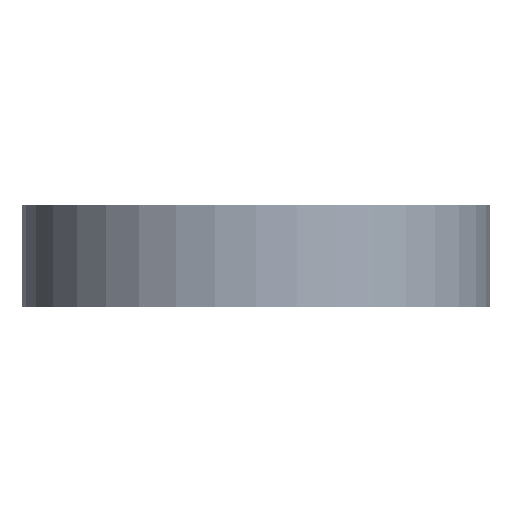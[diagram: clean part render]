
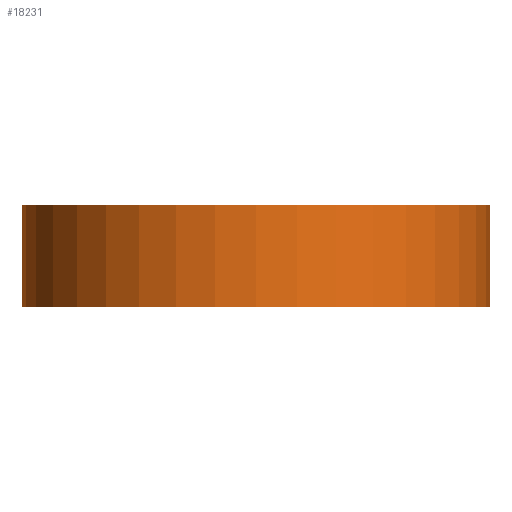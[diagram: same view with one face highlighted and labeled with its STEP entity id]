
A CAD part, front view. The second image highlights one B-rep face of the part: STEP entity #18231.
In plain terms, the highlighted cylindrical face has radius 185 mm (diameter 370 mm), a partial arc.
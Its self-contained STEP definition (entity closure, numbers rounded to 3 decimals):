
#18231=ADVANCED_FACE('',(#27515),#27516,.T.);
#27515=FACE_OUTER_BOUND('',#36149,.T.);
#27516=CYLINDRICAL_SURFACE('',#36150,185.0);
#36149=EDGE_LOOP('',(#55821,#55822,#55823,#55824));
#36150=AXIS2_PLACEMENT_3D('',#55825,#55826,#55827);
#55821=ORIENTED_EDGE('',*,*,#65972,.F.);
#55822=ORIENTED_EDGE('',*,*,#65976,.F.);
#55823=ORIENTED_EDGE('',*,*,#65983,.T.);
#55824=ORIENTED_EDGE('',*,*,#65980,.T.);
#55825=CARTESIAN_POINT('',(0.,0.0,-67.0));
#55826=DIRECTION('',(0.0,0.0,1.0));
#55827=DIRECTION('',(1.0,0.0,0.0));
#65972=EDGE_CURVE('',#76795,#76791,#76797,.T.);
#65976=EDGE_CURVE('',#76801,#76795,#76803,.T.);
#65980=EDGE_CURVE('',#76806,#76791,#76809,.T.);
#65983=EDGE_CURVE('',#76801,#76806,#76812,.T.);
#76791=VERTEX_POINT('',#92054);
#76795=VERTEX_POINT('',#92059);
#76797=CIRCLE('',#92062,185.0);
#76801=VERTEX_POINT('',#92067);
#76803=LINE('',#92070,#92071);
#76806=VERTEX_POINT('',#92074);
#76809=LINE('',#92079,#92080);
#76812=CIRCLE('',#92083,185.0);
#92054=CARTESIAN_POINT('',(0.1,185.,13.0));
#92059=CARTESIAN_POINT('',(-0.1,185.,13.0));
#92062=AXIS2_PLACEMENT_3D('',#101180,#101181,#101182);
#92067=CARTESIAN_POINT('',(-0.1,185.,-67.0));
#92070=CARTESIAN_POINT('',(-0.1,185.,-67.0));
#92071=VECTOR('',#101185,1.0);
#92074=CARTESIAN_POINT('',(0.1,185.,-67.0));
#92079=CARTESIAN_POINT('',(0.1,185.,-67.0));
#92080=VECTOR('',#101188,1.0);
#92083=AXIS2_PLACEMENT_3D('',#101192,#101193,#101194);
#101180=CARTESIAN_POINT('',(0.,0.0,13.0));
#101181=DIRECTION('',(0.0,0.0,1.0));
#101182=DIRECTION('',(1.0,0.0,0.0));
#101185=DIRECTION('',(0.0,0.0,1.0));
#101188=DIRECTION('',(0.0,0.0,1.0));
#101192=CARTESIAN_POINT('',(0.,0.0,-67.0));
#101193=DIRECTION('',(0.0,0.0,1.0));
#101194=DIRECTION('',(1.0,0.0,0.0));
